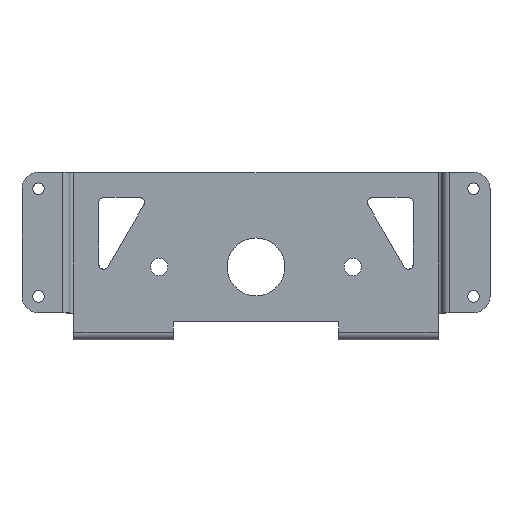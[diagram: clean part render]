
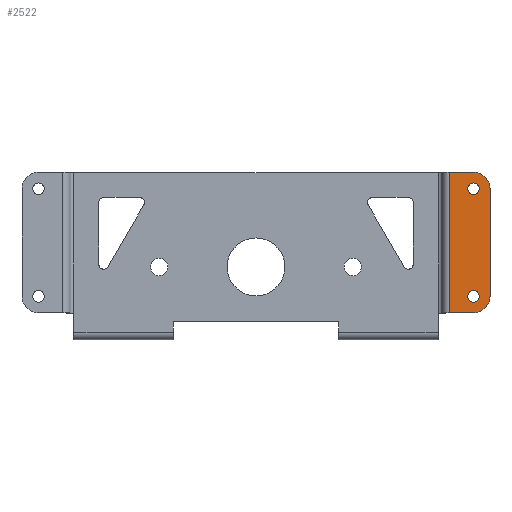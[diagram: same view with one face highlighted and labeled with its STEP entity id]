
A CAD part, top view. The second image highlights one B-rep face of the part: STEP entity #2522.
In plain terms, the highlighted planar face has unit normal (0, 0, 1).
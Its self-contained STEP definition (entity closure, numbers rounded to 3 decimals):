
#36 = CARTESIAN_POINT ( 'NONE',  ( 116.8, 101., 129.5 ) ) ;
#50 = AXIS2_PLACEMENT_3D ( 'NONE', #4249, #3243, #2635 ) ;
#160 = AXIS2_PLACEMENT_3D ( 'NONE', #3577, #1239, #1588 ) ;
#198 = DIRECTION ( 'NONE',  ( 0., 0., 1. ) ) ;
#267 = EDGE_LOOP ( 'NONE', ( #1116, #2491 ) ) ;
#273 = CARTESIAN_POINT ( 'NONE',  ( 0., 101., 129.5 ) ) ;
#365 = EDGE_CURVE ( 'NONE', #542, #2007, #2899, .T. ) ;
#425 = CARTESIAN_POINT ( 'NONE',  ( 116.8, 16., 129.5 ) ) ;
#519 = EDGE_CURVE ( 'NONE', #542, #4281, #1343, .T. ) ;
#542 = VERTEX_POINT ( 'NONE', #425 ) ;
#606 = CIRCLE ( 'NONE', #3670, 3.5 ) ;
#607 = DIRECTION ( 'NONE',  ( -1., 0., 0. ) ) ;
#723 = DIRECTION ( 'NONE',  ( 0., 0., 1. ) ) ;
#767 = CARTESIAN_POINT ( 'NONE',  ( 131.4, 26., 129.5 ) ) ;
#806 = ORIENTED_EDGE ( 'NONE', *, *, #365, .T. ) ;
#810 = CARTESIAN_POINT ( 'NONE',  ( 134.9, 26., 129.5 ) ) ;
#828 = CARTESIAN_POINT ( 'NONE',  ( 131.4, 16., 129.5 ) ) ;
#832 = AXIS2_PLACEMENT_3D ( 'NONE', #1912, #3276, #3352 ) ;
#873 = EDGE_CURVE ( 'NONE', #2990, #1879, #2997, .T. ) ;
#905 = PLANE ( 'NONE',  #160 ) ;
#933 = EDGE_CURVE ( 'NONE', #2007, #3675, #3833, .T. ) ;
#961 = ORIENTED_EDGE ( 'NONE', *, *, #1753, .T. ) ;
#970 = CARTESIAN_POINT ( 'NONE',  ( 0., 16., 129.5 ) ) ;
#1099 = FACE_BOUND ( 'NONE', #267, .T. ) ;
#1116 = ORIENTED_EDGE ( 'NONE', *, *, #2245, .F. ) ;
#1117 = VECTOR ( 'NONE', #2694, 1000. ) ;
#1232 = VERTEX_POINT ( 'NONE', #1540 ) ;
#1239 = DIRECTION ( 'NONE',  ( 0., 0., -1. ) ) ;
#1342 = DIRECTION ( 'NONE',  ( 0., 1., 0. ) ) ;
#1343 = LINE ( 'NONE', #36, #1117 ) ;
#1374 = CARTESIAN_POINT ( 'NONE',  ( 141.4, 0., 129.5 ) ) ;
#1457 = ORIENTED_EDGE ( 'NONE', *, *, #2303, .T. ) ;
#1497 = AXIS2_PLACEMENT_3D ( 'NONE', #2888, #1943, #3550 ) ;
#1511 = VERTEX_POINT ( 'NONE', #3636 ) ;
#1540 = CARTESIAN_POINT ( 'NONE',  ( 127.9, 26., 129.5 ) ) ;
#1588 = DIRECTION ( 'NONE',  ( -1., 0., 0. ) ) ;
#1730 = CARTESIAN_POINT ( 'NONE',  ( 134.9, 91., 129.5 ) ) ;
#1751 = FACE_OUTER_BOUND ( 'NONE', #4076, .T. ) ;
#1753 = EDGE_CURVE ( 'NONE', #3675, #4194, #2697, .T. ) ;
#1879 = VERTEX_POINT ( 'NONE', #1730 ) ;
#1912 = CARTESIAN_POINT ( 'NONE',  ( 131.4, 91., 129.5 ) ) ;
#1943 = DIRECTION ( 'NONE',  ( 0., 0., 1. ) ) ;
#1957 = DIRECTION ( 'NONE',  ( 1., 0., 0. ) ) ;
#1962 = CIRCLE ( 'NONE', #3606, 3.5 ) ;
#1990 = DIRECTION ( 'NONE',  ( 1., 0., 0. ) ) ;
#2007 = VERTEX_POINT ( 'NONE', #828 ) ;
#2018 = VECTOR ( 'NONE', #1342, 1000. ) ;
#2039 = DIRECTION ( 'NONE',  ( 0., 0., 1. ) ) ;
#2065 = EDGE_CURVE ( 'NONE', #4194, #1511, #3092, .T. ) ;
#2136 = ORIENTED_EDGE ( 'NONE', *, *, #2065, .T. ) ;
#2230 = CARTESIAN_POINT ( 'NONE',  ( 141.4, 26., 129.5 ) ) ;
#2245 = EDGE_CURVE ( 'NONE', #2625, #1232, #1962, .T. ) ;
#2303 = EDGE_CURVE ( 'NONE', #1511, #4281, #2744, .T. ) ;
#2339 = ORIENTED_EDGE ( 'NONE', *, *, #933, .T. ) ;
#2491 = ORIENTED_EDGE ( 'NONE', *, *, #3628, .F. ) ;
#2521 = CARTESIAN_POINT ( 'NONE',  ( 141.4, 91., 129.5 ) ) ;
#2522 = ADVANCED_FACE ( 'NONE', ( #2836, #1099, #1751 ), #905, .F. ) ;
#2625 = VERTEX_POINT ( 'NONE', #810 ) ;
#2635 = DIRECTION ( 'NONE',  ( -1., 0., 0. ) ) ;
#2676 = CIRCLE ( 'NONE', #3246, 3.5 ) ;
#2694 = DIRECTION ( 'NONE',  ( 0., 1., 0. ) ) ;
#2697 = LINE ( 'NONE', #1374, #2018 ) ;
#2744 = LINE ( 'NONE', #273, #3503 ) ;
#2836 = FACE_BOUND ( 'NONE', #4114, .T. ) ;
#2888 = CARTESIAN_POINT ( 'NONE',  ( 131.4, 91., 129.5 ) ) ;
#2899 = LINE ( 'NONE', #970, #3937 ) ;
#2990 = VERTEX_POINT ( 'NONE', #3563 ) ;
#2997 = CIRCLE ( 'NONE', #1497, 3.5 ) ;
#3041 = ORIENTED_EDGE ( 'NONE', *, *, #519, .F. ) ;
#3092 = CIRCLE ( 'NONE', #832, 10. ) ;
#3120 = DIRECTION ( 'NONE',  ( 1., 0., 0. ) ) ;
#3243 = DIRECTION ( 'NONE',  ( 0., 0., 1. ) ) ;
#3246 = AXIS2_PLACEMENT_3D ( 'NONE', #4030, #2039, #1990 ) ;
#3276 = DIRECTION ( 'NONE',  ( 0., 0., 1. ) ) ;
#3309 = DIRECTION ( 'NONE',  ( 1., 0., 0. ) ) ;
#3352 = DIRECTION ( 'NONE',  ( -1., 0., 0. ) ) ;
#3503 = VECTOR ( 'NONE', #607, 1000. ) ;
#3534 = ORIENTED_EDGE ( 'NONE', *, *, #873, .F. ) ;
#3550 = DIRECTION ( 'NONE',  ( 1., 0., 0. ) ) ;
#3563 = CARTESIAN_POINT ( 'NONE',  ( 127.9, 91., 129.5 ) ) ;
#3577 = CARTESIAN_POINT ( 'NONE',  ( 0., 0., 129.5 ) ) ;
#3606 = AXIS2_PLACEMENT_3D ( 'NONE', #767, #723, #3120 ) ;
#3628 = EDGE_CURVE ( 'NONE', #1232, #2625, #2676, .T. ) ;
#3636 = CARTESIAN_POINT ( 'NONE',  ( 131.4, 101., 129.5 ) ) ;
#3667 = ORIENTED_EDGE ( 'NONE', *, *, #3673, .F. ) ;
#3670 = AXIS2_PLACEMENT_3D ( 'NONE', #3877, #198, #1957 ) ;
#3673 = EDGE_CURVE ( 'NONE', #1879, #2990, #606, .T. ) ;
#3675 = VERTEX_POINT ( 'NONE', #2230 ) ;
#3833 = CIRCLE ( 'NONE', #50, 10. ) ;
#3877 = CARTESIAN_POINT ( 'NONE',  ( 131.4, 91., 129.5 ) ) ;
#3937 = VECTOR ( 'NONE', #3309, 1000. ) ;
#3977 = CARTESIAN_POINT ( 'NONE',  ( 116.8, 101., 129.5 ) ) ;
#4030 = CARTESIAN_POINT ( 'NONE',  ( 131.4, 26., 129.5 ) ) ;
#4076 = EDGE_LOOP ( 'NONE', ( #806, #2339, #961, #2136, #1457, #3041 ) ) ;
#4114 = EDGE_LOOP ( 'NONE', ( #3667, #3534 ) ) ;
#4194 = VERTEX_POINT ( 'NONE', #2521 ) ;
#4249 = CARTESIAN_POINT ( 'NONE',  ( 131.4, 26., 129.5 ) ) ;
#4281 = VERTEX_POINT ( 'NONE', #3977 ) ;
